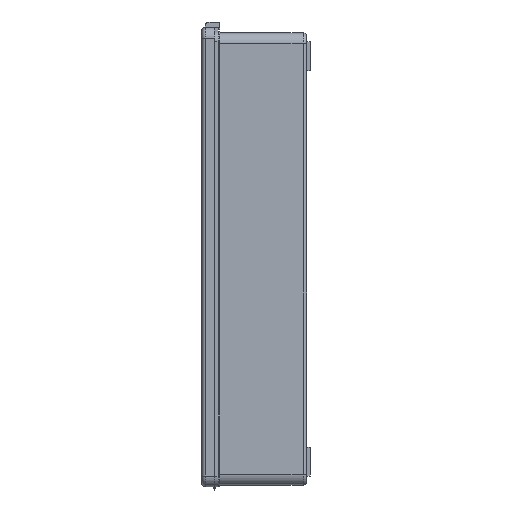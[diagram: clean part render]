
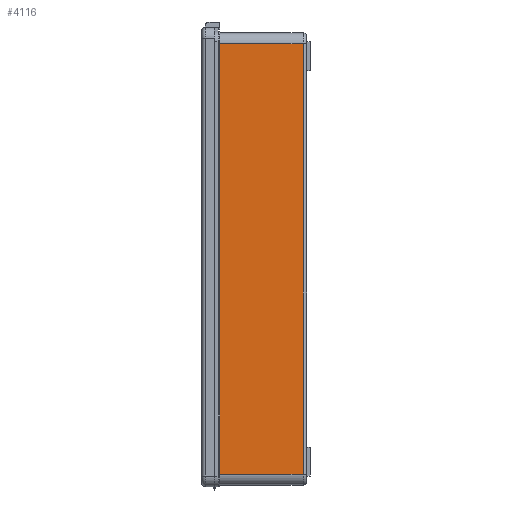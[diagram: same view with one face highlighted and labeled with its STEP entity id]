
A CAD part, left-side view. The second image highlights one B-rep face of the part: STEP entity #4116.
In plain terms, the highlighted planar face has unit normal (-1, 0, 0).
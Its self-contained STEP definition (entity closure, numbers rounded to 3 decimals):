
#242 = ORIENTED_EDGE ( 'NONE', *, *, #8789, .T. ) ;
#680 = CARTESIAN_POINT ( 'NONE',  ( -74.5, 1., -62.5 ) ) ;
#946 = VECTOR ( 'NONE', #2801, 1000. ) ;
#1005 = ORIENTED_EDGE ( 'NONE', *, *, #4496, .T. ) ;
#1136 = FACE_OUTER_BOUND ( 'NONE', #5270, .T. ) ;
#1314 = CARTESIAN_POINT ( 'NONE',  ( -74.5, 24., -62.5 ) ) ;
#1445 = LINE ( 'NONE', #1314, #9286 ) ;
#1601 = VERTEX_POINT ( 'NONE', #5662 ) ;
#1837 = DIRECTION ( 'NONE',  ( 1., 0., 0. ) ) ;
#1935 = DIRECTION ( 'NONE',  ( 0., 0., -1. ) ) ;
#2162 = CARTESIAN_POINT ( 'NONE',  ( -74.5, 24., 59.5 ) ) ;
#2218 = LINE ( 'NONE', #680, #946 ) ;
#2447 = CARTESIAN_POINT ( 'NONE',  ( -74.5, 24., -62.5 ) ) ;
#2801 = DIRECTION ( 'NONE',  ( 0., 0., 1. ) ) ;
#3551 = CARTESIAN_POINT ( 'NONE',  ( -74.5, 1., 59.5 ) ) ;
#3712 = CARTESIAN_POINT ( 'NONE',  ( -74.5, 1., -59.5 ) ) ;
#3853 = LINE ( 'NONE', #6194, #5287 ) ;
#4116 = ADVANCED_FACE ( 'NONE', ( #1136 ), #9038, .F. ) ;
#4496 = EDGE_CURVE ( 'NONE', #5638, #6457, #3853, .T. ) ;
#4660 = CARTESIAN_POINT ( 'NONE',  ( -74.5, 24., -59.5 ) ) ;
#5270 = EDGE_LOOP ( 'NONE', ( #6871, #242, #1005, #7408 ) ) ;
#5287 = VECTOR ( 'NONE', #5394, 1000. ) ;
#5394 = DIRECTION ( 'NONE',  ( 0., 1., 0. ) ) ;
#5638 = VERTEX_POINT ( 'NONE', #3551 ) ;
#5662 = CARTESIAN_POINT ( 'NONE',  ( -74.5, 24., -59.5 ) ) ;
#6163 = LINE ( 'NONE', #4660, #6650 ) ;
#6194 = CARTESIAN_POINT ( 'NONE',  ( -74.5, 24., 59.5 ) ) ;
#6215 = DIRECTION ( 'NONE',  ( 0., -1., 0. ) ) ;
#6368 = EDGE_CURVE ( 'NONE', #1601, #6457, #1445, .T. ) ;
#6457 = VERTEX_POINT ( 'NONE', #2162 ) ;
#6650 = VECTOR ( 'NONE', #6215, 1000. ) ;
#6871 = ORIENTED_EDGE ( 'NONE', *, *, #8557, .T. ) ;
#7242 = AXIS2_PLACEMENT_3D ( 'NONE', #2447, #1837, #1935 ) ;
#7408 = ORIENTED_EDGE ( 'NONE', *, *, #6368, .F. ) ;
#8405 = DIRECTION ( 'NONE',  ( 0., 0., 1. ) ) ;
#8557 = EDGE_CURVE ( 'NONE', #1601, #9248, #6163, .T. ) ;
#8789 = EDGE_CURVE ( 'NONE', #9248, #5638, #2218, .T. ) ;
#9038 = PLANE ( 'NONE',  #7242 ) ;
#9248 = VERTEX_POINT ( 'NONE', #3712 ) ;
#9286 = VECTOR ( 'NONE', #8405, 1000. ) ;
